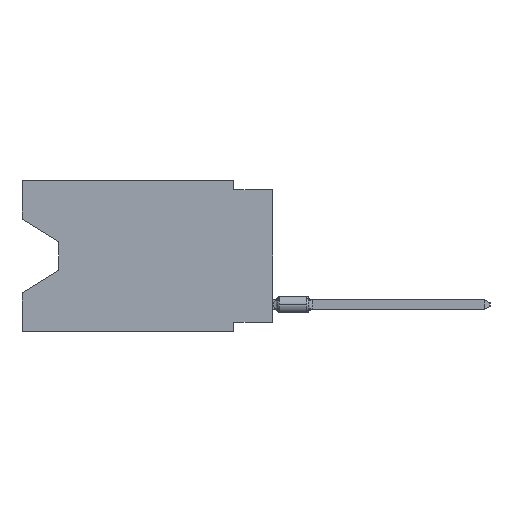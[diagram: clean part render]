
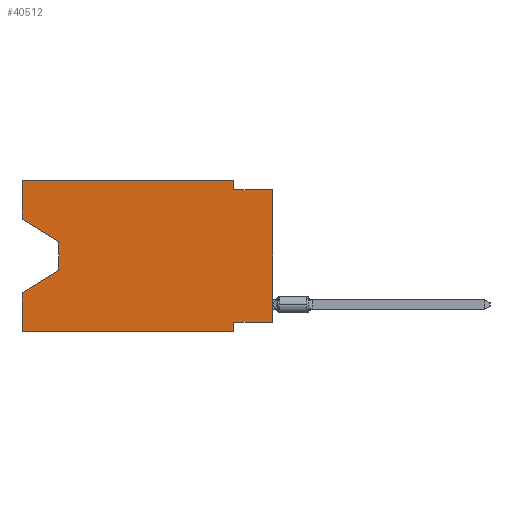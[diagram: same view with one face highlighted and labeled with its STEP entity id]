
A CAD part, left-side view. The second image highlights one B-rep face of the part: STEP entity #40512.
In plain terms, the highlighted planar face has unit normal (-1, 0, 0).
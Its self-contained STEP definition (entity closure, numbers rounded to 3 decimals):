
#453 = CARTESIAN_POINT ( 'NONE',  ( 0., 16.383, -9.906 ) ) ;
#1114 = VERTEX_POINT ( 'NONE', #22097 ) ;
#1204 = CARTESIAN_POINT ( 'NONE',  ( 0., 13.97, -5.893 ) ) ;
#1803 = ORIENTED_EDGE ( 'NONE', *, *, #35237, .T. ) ;
#2055 = FACE_OUTER_BOUND ( 'NONE', #16040, .T. ) ;
#2629 = VERTEX_POINT ( 'NONE', #38415 ) ;
#2724 = CARTESIAN_POINT ( 'NONE',  ( 0., 13.97, -4.013 ) ) ;
#3906 = VERTEX_POINT ( 'NONE', #1204 ) ;
#4550 = CARTESIAN_POINT ( 'NONE',  ( 0., 2.54, -9.906 ) ) ;
#4556 = VERTEX_POINT ( 'NONE', #12701 ) ;
#5461 = CARTESIAN_POINT ( 'NONE',  ( 0., 16.383, 0. ) ) ;
#5515 = VECTOR ( 'NONE', #23005, 1000. ) ;
#5546 = VECTOR ( 'NONE', #21034, 1000. ) ;
#6356 = VERTEX_POINT ( 'NONE', #5461 ) ;
#6879 = DIRECTION ( 'NONE',  ( 0., -1., 0. ) ) ;
#7251 = VECTOR ( 'NONE', #9446, 1000. ) ;
#7405 = VECTOR ( 'NONE', #39827, 1000. ) ;
#7607 = CARTESIAN_POINT ( 'NONE',  ( 0., 13.97, -5.893 ) ) ;
#7834 = EDGE_CURVE ( 'NONE', #4556, #23403, #12387, .T. ) ;
#8175 = CARTESIAN_POINT ( 'NONE',  ( 0., 0., 0. ) ) ;
#8371 = CARTESIAN_POINT ( 'NONE',  ( 0., 16.383, -7.36 ) ) ;
#8779 = CARTESIAN_POINT ( 'NONE',  ( 0., 16.383, -2.546 ) ) ;
#9278 = CARTESIAN_POINT ( 'NONE',  ( 0., 2.54, -9.271 ) ) ;
#9446 = DIRECTION ( 'NONE',  ( 0., 0., -1. ) ) ;
#10729 = ORIENTED_EDGE ( 'NONE', *, *, #7834, .F. ) ;
#10772 = ORIENTED_EDGE ( 'NONE', *, *, #21154, .F. ) ;
#11010 = LINE ( 'NONE', #27663, #7405 ) ;
#11262 = CARTESIAN_POINT ( 'NONE',  ( 0., 16.383, -2.546 ) ) ;
#11311 = VECTOR ( 'NONE', #33668, 1000. ) ;
#11480 = LINE ( 'NONE', #4550, #29281 ) ;
#11723 = LINE ( 'NONE', #28176, #18139 ) ;
#12164 = CARTESIAN_POINT ( 'NONE',  ( 0., 16.383, 0. ) ) ;
#12387 = LINE ( 'NONE', #35307, #32800 ) ;
#12701 = CARTESIAN_POINT ( 'NONE',  ( 0., 0., -9.271 ) ) ;
#13525 = LINE ( 'NONE', #7607, #5515 ) ;
#13657 = ORIENTED_EDGE ( 'NONE', *, *, #17561, .F. ) ;
#14632 = ORIENTED_EDGE ( 'NONE', *, *, #33839, .T. ) ;
#14888 = DIRECTION ( 'NONE',  ( 1., 0., 0. ) ) ;
#15202 = LINE ( 'NONE', #28057, #24662 ) ;
#15534 = DIRECTION ( 'NONE',  ( 0., -1., 0. ) ) ;
#15811 = EDGE_CURVE ( 'NONE', #16654, #20997, #11010, .T. ) ;
#16040 = EDGE_LOOP ( 'NONE', ( #1803, #29713, #21600, #24447, #14632, #13657, #10729, #39797, #41239, #32201, #30484, #10772 ) ) ;
#16654 = VERTEX_POINT ( 'NONE', #453 ) ;
#17115 = CARTESIAN_POINT ( 'NONE',  ( 0., 0., -0.635 ) ) ;
#17561 = EDGE_CURVE ( 'NONE', #23403, #1114, #11480, .T. ) ;
#17721 = VECTOR ( 'NONE', #22278, 1000. ) ;
#18139 = VECTOR ( 'NONE', #15534, 1000. ) ;
#18405 = LINE ( 'NONE', #11262, #21202 ) ;
#18708 = LINE ( 'NONE', #12164, #17721 ) ;
#20458 = EDGE_CURVE ( 'NONE', #3906, #20997, #13525, .T. ) ;
#20748 = AXIS2_PLACEMENT_3D ( 'NONE', #34621, #14888, #22043 ) ;
#20956 = DIRECTION ( 'NONE',  ( 0., -0.855, -0.519 ) ) ;
#20997 = VERTEX_POINT ( 'NONE', #8371 ) ;
#21021 = EDGE_CURVE ( 'NONE', #4556, #28851, #30479, .T. ) ;
#21034 = DIRECTION ( 'NONE',  ( 0., 0., 1. ) ) ;
#21154 = EDGE_CURVE ( 'NONE', #31484, #6356, #18708, .T. ) ;
#21202 = VECTOR ( 'NONE', #20956, 1000. ) ;
#21600 = ORIENTED_EDGE ( 'NONE', *, *, #20458, .T. ) ;
#22043 = DIRECTION ( 'NONE',  ( 0., 0., -1. ) ) ;
#22097 = CARTESIAN_POINT ( 'NONE',  ( 0., 2.54, -9.906 ) ) ;
#22138 = EDGE_CURVE ( 'NONE', #6356, #25281, #32141, .T. ) ;
#22278 = DIRECTION ( 'NONE',  ( 0., 0., 1. ) ) ;
#23005 = DIRECTION ( 'NONE',  ( 0., 0.855, -0.519 ) ) ;
#23403 = VERTEX_POINT ( 'NONE', #9278 ) ;
#24447 = ORIENTED_EDGE ( 'NONE', *, *, #15811, .F. ) ;
#24662 = VECTOR ( 'NONE', #40854, 1000. ) ;
#25281 = VERTEX_POINT ( 'NONE', #30388 ) ;
#26791 = EDGE_CURVE ( 'NONE', #25281, #35513, #26799, .T. ) ;
#26799 = LINE ( 'NONE', #33467, #11311 ) ;
#27663 = CARTESIAN_POINT ( 'NONE',  ( 0., 16.383, 0. ) ) ;
#28057 = CARTESIAN_POINT ( 'NONE',  ( 0., 16.383, -9.906 ) ) ;
#28176 = CARTESIAN_POINT ( 'NONE',  ( 0., 0., -0.635 ) ) ;
#28851 = VERTEX_POINT ( 'NONE', #17115 ) ;
#29281 = VECTOR ( 'NONE', #36304, 1000. ) ;
#29713 = ORIENTED_EDGE ( 'NONE', *, *, #29953, .T. ) ;
#29953 = EDGE_CURVE ( 'NONE', #2629, #3906, #34690, .T. ) ;
#30388 = CARTESIAN_POINT ( 'NONE',  ( 0., 2.54, 0. ) ) ;
#30479 = LINE ( 'NONE', #8175, #5546 ) ;
#30484 = ORIENTED_EDGE ( 'NONE', *, *, #22138, .F. ) ;
#31484 = VERTEX_POINT ( 'NONE', #8779 ) ;
#31486 = EDGE_CURVE ( 'NONE', #35513, #28851, #11723, .T. ) ;
#32141 = LINE ( 'NONE', #38643, #32488 ) ;
#32201 = ORIENTED_EDGE ( 'NONE', *, *, #26791, .F. ) ;
#32488 = VECTOR ( 'NONE', #6879, 1000. ) ;
#32800 = VECTOR ( 'NONE', #38047, 1000. ) ;
#33025 = CARTESIAN_POINT ( 'NONE',  ( 0., 2.54, -0.635 ) ) ;
#33467 = CARTESIAN_POINT ( 'NONE',  ( 0., 2.54, 0. ) ) ;
#33668 = DIRECTION ( 'NONE',  ( 0., 0., -1. ) ) ;
#33839 = EDGE_CURVE ( 'NONE', #16654, #1114, #15202, .T. ) ;
#34621 = CARTESIAN_POINT ( 'NONE',  ( 0., 16.383, 0. ) ) ;
#34690 = LINE ( 'NONE', #2724, #7251 ) ;
#35237 = EDGE_CURVE ( 'NONE', #31484, #2629, #18405, .T. ) ;
#35307 = CARTESIAN_POINT ( 'NONE',  ( 0., 0., -9.271 ) ) ;
#35513 = VERTEX_POINT ( 'NONE', #33025 ) ;
#36304 = DIRECTION ( 'NONE',  ( 0., 0., -1. ) ) ;
#37575 = PLANE ( 'NONE',  #20748 ) ;
#38047 = DIRECTION ( 'NONE',  ( 0., 1., 0. ) ) ;
#38415 = CARTESIAN_POINT ( 'NONE',  ( 0., 13.97, -4.013 ) ) ;
#38643 = CARTESIAN_POINT ( 'NONE',  ( 0., 16.383, 0. ) ) ;
#39797 = ORIENTED_EDGE ( 'NONE', *, *, #21021, .T. ) ;
#39827 = DIRECTION ( 'NONE',  ( 0., 0., 1. ) ) ;
#40512 = ADVANCED_FACE ( 'NONE', ( #2055 ), #37575, .F. ) ;
#40854 = DIRECTION ( 'NONE',  ( 0., -1., 0. ) ) ;
#41239 = ORIENTED_EDGE ( 'NONE', *, *, #31486, .F. ) ;
